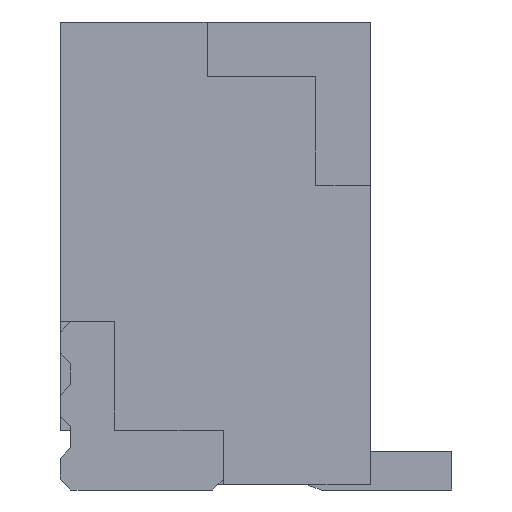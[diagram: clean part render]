
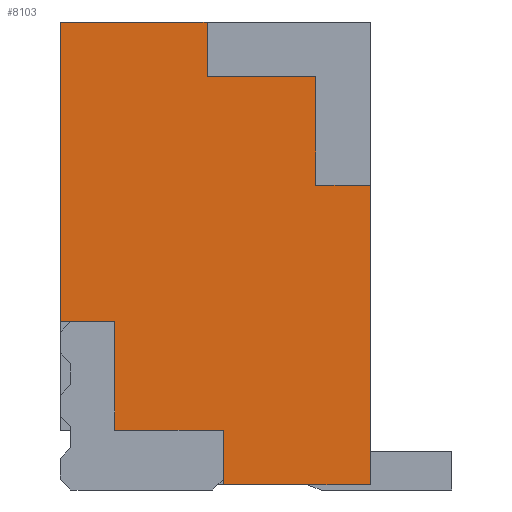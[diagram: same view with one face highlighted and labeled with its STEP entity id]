
A CAD part, left-side view. The second image highlights one B-rep face of the part: STEP entity #8103.
In plain terms, the highlighted planar face has unit normal (-1, 0, 0).
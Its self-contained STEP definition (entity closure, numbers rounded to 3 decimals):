
#260=FACE_OUTER_BOUND('',#690,.T.);
#690=EDGE_LOOP('',(#6220,#6221,#6222,#6223,#6224,#6225,#6226,#6227,#6228,
#6229,#6230,#6231));
#1379=LINE('',#11639,#2500);
#1409=LINE('',#11699,#2530);
#1461=LINE('',#11805,#2582);
#1468=LINE('',#11818,#2589);
#1471=LINE('',#11823,#2592);
#1473=LINE('',#11827,#2594);
#1476=LINE('',#11835,#2597);
#1480=LINE('',#11843,#2601);
#1483=LINE('',#11849,#2604);
#1486=LINE('',#11854,#2607);
#1554=LINE('',#11989,#2675);
#1555=LINE('',#11991,#2676);
#2500=VECTOR('',#9545,2.75);
#2530=VECTOR('',#9591,1.35);
#2582=VECTOR('',#9675,0.5);
#2589=VECTOR('',#9688,0.5);
#2592=VECTOR('',#9693,1.);
#2594=VECTOR('',#9699,1.);
#2597=VECTOR('',#9706,0.5);
#2601=VECTOR('',#9712,1.);
#2604=VECTOR('',#9717,1.);
#2607=VECTOR('',#9722,0.5);
#2675=VECTOR('',#9794,1.35);
#2676=VECTOR('',#9797,2.75);
#3466=VERTEX_POINT('',#11636);
#3467=VERTEX_POINT('',#11638);
#3484=VERTEX_POINT('',#11687);
#3526=VERTEX_POINT('',#11802);
#3527=VERTEX_POINT('',#11804);
#3530=VERTEX_POINT('',#11816);
#3531=VERTEX_POINT('',#11821);
#3533=VERTEX_POINT('',#11833);
#3534=VERTEX_POINT('',#11834);
#3537=VERTEX_POINT('',#11842);
#3539=VERTEX_POINT('',#11848);
#3605=VERTEX_POINT('',#11987);
#4369=EDGE_CURVE('',#3467,#3466,#1379,.T.);
#4399=EDGE_CURVE('',#3484,#3467,#1409,.T.);
#4451=EDGE_CURVE('',#3527,#3526,#1461,.T.);
#4458=EDGE_CURVE('',#3466,#3530,#1468,.T.);
#4461=EDGE_CURVE('',#3530,#3531,#1471,.T.);
#4463=EDGE_CURVE('',#3531,#3527,#1473,.T.);
#4466=EDGE_CURVE('',#3533,#3534,#1476,.T.);
#4470=EDGE_CURVE('',#3534,#3537,#1480,.T.);
#4473=EDGE_CURVE('',#3537,#3539,#1483,.T.);
#4476=EDGE_CURVE('',#3539,#3484,#1486,.T.);
#4544=EDGE_CURVE('',#3526,#3605,#1554,.T.);
#4545=EDGE_CURVE('',#3605,#3533,#1555,.T.);
#6220=ORIENTED_EDGE('',*,*,#4458,.T.);
#6221=ORIENTED_EDGE('',*,*,#4461,.T.);
#6222=ORIENTED_EDGE('',*,*,#4463,.T.);
#6223=ORIENTED_EDGE('',*,*,#4451,.T.);
#6224=ORIENTED_EDGE('',*,*,#4544,.T.);
#6225=ORIENTED_EDGE('',*,*,#4545,.T.);
#6226=ORIENTED_EDGE('',*,*,#4466,.T.);
#6227=ORIENTED_EDGE('',*,*,#4470,.T.);
#6228=ORIENTED_EDGE('',*,*,#4473,.T.);
#6229=ORIENTED_EDGE('',*,*,#4476,.T.);
#6230=ORIENTED_EDGE('',*,*,#4399,.T.);
#6231=ORIENTED_EDGE('',*,*,#4369,.T.);
#7473=PLANE('',#8519);
#8103=ADVANCED_FACE('',(#260),#7473,.T.);
#8519=AXIS2_PLACEMENT_3D('',#11990,#9795,#9796);
#9545=DIRECTION('',(0.,0.,-1.));
#9591=DIRECTION('',(0.,1.,0.));
#9675=DIRECTION('',(0.,0.,-1.));
#9688=DIRECTION('',(0.,-1.,0.));
#9693=DIRECTION('',(0.,0.,-1.));
#9699=DIRECTION('',(0.,-1.,0.));
#9706=DIRECTION('',(0.,1.,0.));
#9712=DIRECTION('',(0.,0.,1.));
#9717=DIRECTION('',(0.,1.,0.));
#9722=DIRECTION('',(0.,0.,1.));
#9794=DIRECTION('',(0.,-1.,0.));
#9795=DIRECTION('center_axis',(-1.,0.,0.));
#9796=DIRECTION('ref_axis',(0.,0.,1.));
#9797=DIRECTION('',(0.,0.,1.));
#11636=CARTESIAN_POINT('',(-8.5,2.9,1.5));
#11638=CARTESIAN_POINT('',(-8.5,2.9,4.25));
#11639=CARTESIAN_POINT('',(-8.5,2.9,4.25));
#11687=CARTESIAN_POINT('',(-8.5,1.55,4.25));
#11699=CARTESIAN_POINT('',(-8.5,0.05,4.25));
#11802=CARTESIAN_POINT('',(-8.5,1.4,0.));
#11804=CARTESIAN_POINT('',(-8.5,1.4,0.5));
#11805=CARTESIAN_POINT('',(-8.5,1.4,0.986));
#11816=CARTESIAN_POINT('',(-8.5,2.4,1.5));
#11818=CARTESIAN_POINT('',(-8.5,1.931,1.5));
#11821=CARTESIAN_POINT('',(-8.5,2.4,0.5));
#11823=CARTESIAN_POINT('',(-8.5,2.4,1.236));
#11827=CARTESIAN_POINT('',(-8.5,1.431,0.5));
#11833=CARTESIAN_POINT('',(-8.5,0.05,2.75));
#11834=CARTESIAN_POINT('',(-8.5,0.55,2.75));
#11835=CARTESIAN_POINT('',(-8.5,1.006,2.75));
#11842=CARTESIAN_POINT('',(-8.5,0.55,3.75));
#11843=CARTESIAN_POINT('',(-8.5,0.55,2.861));
#11848=CARTESIAN_POINT('',(-8.5,1.55,3.75));
#11849=CARTESIAN_POINT('',(-8.5,1.506,3.75));
#11854=CARTESIAN_POINT('',(-8.5,1.55,3.111));
#11987=CARTESIAN_POINT('',(-8.5,0.05,0.));
#11989=CARTESIAN_POINT('',(-8.5,2.4,0.));
#11990=CARTESIAN_POINT('Origin',(-8.5,1.463,1.972));
#11991=CARTESIAN_POINT('',(-8.5,0.05,0.));
